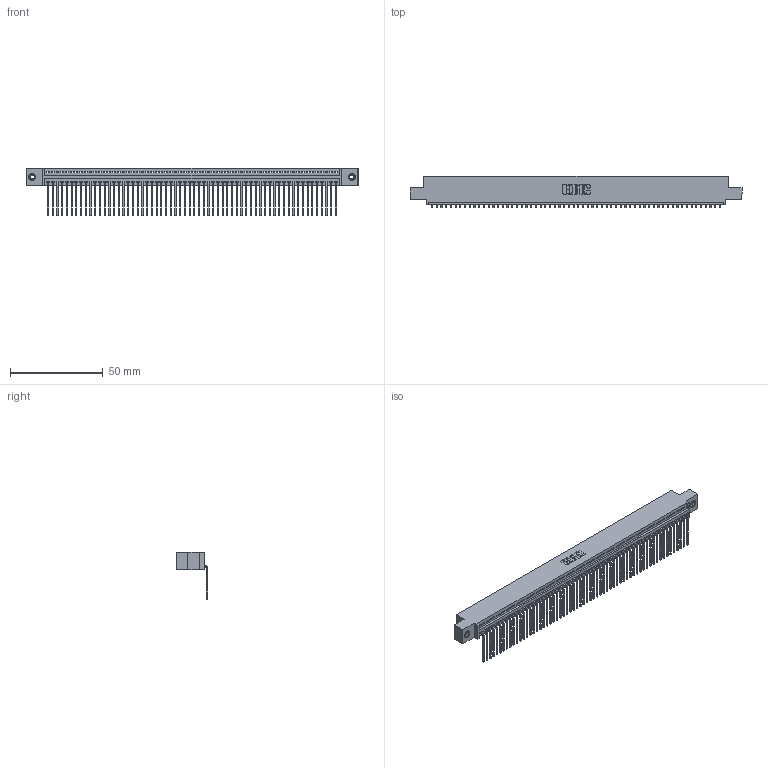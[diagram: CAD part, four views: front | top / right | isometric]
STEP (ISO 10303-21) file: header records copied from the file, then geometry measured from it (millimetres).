
FILE_DESCRIPTION (( 'STEP AP203' ), '1' );
FILE_NAME ('345-062-559-408.STEP', '2018-09-27T23:09:10', ( '' ), ( '' ), 'SwSTEP 2.0', 'SolidWorks 2016', '' );
FILE_SCHEMA (( 'CONFIG_CONTROL_DESIGN' ));
Length unit declared in the file: inch
Products named in the file (4): 345-292-001_558 559 Tail - 1; 345-062-559-408; 345-250-001_345-250-003-102; 345 Part_0.110 Offset - 0.156 Dia-TI
Assembly tree (65 placements, depth 2):
  345-062-559-408
    345 Part_0.110 Offset - 0.156 Dia-TI
    345-292-001_558 559 Tail - 1  x62
    345-250-001_345-250-003-102  x2
Bounding box: 178.69 x 16.75 x 25.53 mm (x, y, z)
Volume: 17262.6 mm3; surface area: 24527.1 mm2
Topology: 65 solids, 65 shells, 3910 faces, 11773 edges, 7758 vertices
Faces by surface type: plane 2720, cylinder 1174, cone 12, torus 4
Entity records: 45372 total; most frequent: CARTESIAN_POINT 7841, ORIENTED_EDGE 7830, DIRECTION 6845, EDGE_CURVE 3915, LINE 3515, VECTOR 3515, VERTEX_POINT 2604, AXIS2_PLACEMENT_3D 1665
